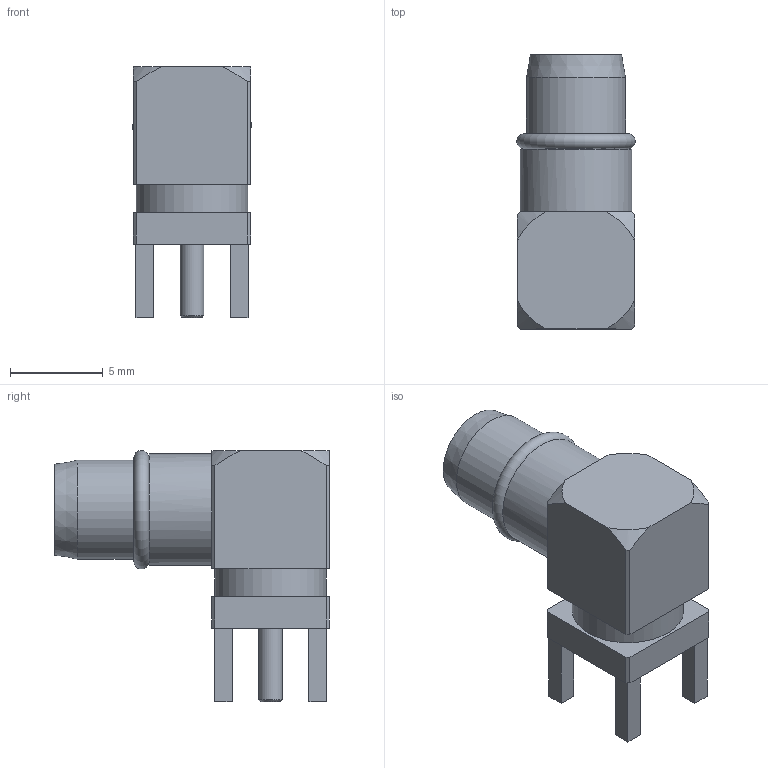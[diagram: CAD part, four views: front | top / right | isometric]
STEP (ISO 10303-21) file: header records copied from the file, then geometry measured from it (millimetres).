
FILE_DESCRIPTION(/* description */ ('CATIA V5 STEP'),/* implementation_level */ '2;1');
FILE_NAME(/* name */ 'SMA-TH_BWSMA-KWE-Z001.step',/* time_stamp */ '2025-12-15T22:44:44+08:00',/* author */ (''),/* organization */ (''),/* preprocessor_version */ 'ST-DEVELOPER v20.1',/* originating_system */ 'Autodesk Translation Framework v14.21.0.0',/* authorisation */ '');
FILE_SCHEMA (('AUTOMOTIVE_DESIGN { 1 0 10303 214 3 1 1 }'));
Length unit declared in the file: millimetre
Products named in the file (1): PAR-00095782
Bounding box: 6.38 x 14.76 x 13.51 mm (x, y, z)
Volume: 519.5 mm3; surface area: 689.6 mm2
Topology: 1 solids, 1 shells, 67 faces, 151 edges, 99 vertices
Faces by surface type: plane 41, cylinder 18, cone 7, torus 1
Full cylindrical faces by diameter (mm): 0.92 x1, 1.28 x1, 1.78 x1, 4.09 x2, 4.85 x2, 5.33 x1, 6 x2
Entity records: 1930 total; most frequent: CARTESIAN_POINT 360, DIRECTION 323, ORIENTED_EDGE 302, EDGE_CURVE 151, AXIS2_PLACEMENT_3D 114, VERTEX_POINT 99, LINE 95, VECTOR 95
